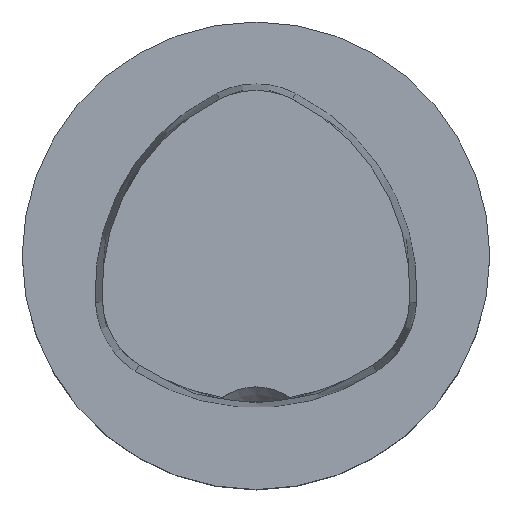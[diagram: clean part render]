
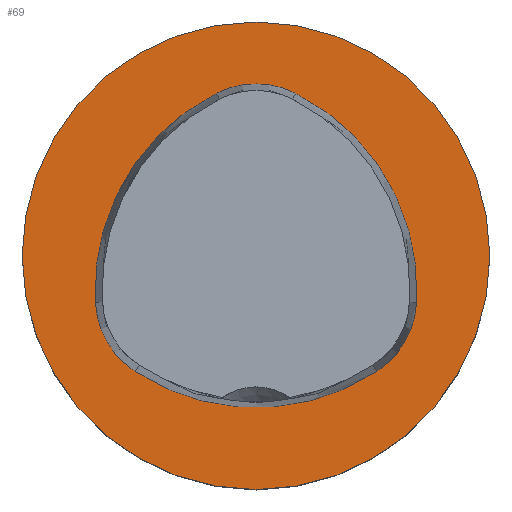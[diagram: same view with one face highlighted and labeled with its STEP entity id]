
A CAD part, top view. The second image highlights one B-rep face of the part: STEP entity #69.
In plain terms, the highlighted planar face has unit normal (0, 0, 1).
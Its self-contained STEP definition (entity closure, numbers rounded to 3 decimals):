
#38=FACE_BOUND('',#102,.T.);
#39=FACE_BOUND('',#103,.T.);
#42=PLANE('',#258);
#69=ADVANCED_FACE('',(#38,#39),#42,.F.);
#102=EDGE_LOOP('',(#171,#172,#173,#174,#175,#176));
#103=EDGE_LOOP('',(#177));
#109=CIRCLE('',#233,15.063);
#112=CIRCLE('',#237,6.063);
#114=CIRCLE('',#240,6.063);
#116=CIRCLE('',#243,15.063);
#118=CIRCLE('',#246,6.063);
#120=CIRCLE('',#249,15.063);
#122=CIRCLE('',#253,16.0);
#171=ORIENTED_EDGE('',*,*,#218,.F.);
#172=ORIENTED_EDGE('',*,*,#220,.F.);
#173=ORIENTED_EDGE('',*,*,#208,.F.);
#174=ORIENTED_EDGE('',*,*,#204,.F.);
#175=ORIENTED_EDGE('',*,*,#212,.F.);
#176=ORIENTED_EDGE('',*,*,#215,.F.);
#177=ORIENTED_EDGE('',*,*,#222,.F.);
#183=VERTEX_POINT('',#363);
#184=VERTEX_POINT('',#365);
#187=VERTEX_POINT('',#373);
#189=VERTEX_POINT('',#379);
#191=VERTEX_POINT('',#385);
#193=VERTEX_POINT('',#391);
#195=VERTEX_POINT('',#401);
#204=EDGE_CURVE('',#183,#184,#109,.T.);
#208=EDGE_CURVE('',#184,#187,#112,.T.);
#212=EDGE_CURVE('',#189,#183,#114,.T.);
#215=EDGE_CURVE('',#191,#189,#116,.T.);
#218=EDGE_CURVE('',#193,#191,#118,.T.);
#220=EDGE_CURVE('',#187,#193,#120,.T.);
#222=EDGE_CURVE('',#195,#195,#122,.T.);
#233=AXIS2_PLACEMENT_3D('',#364,#276,#277);
#237=AXIS2_PLACEMENT_3D('',#372,#285,#286);
#240=AXIS2_PLACEMENT_3D('',#380,#293,#294);
#243=AXIS2_PLACEMENT_3D('',#386,#300,#301);
#246=AXIS2_PLACEMENT_3D('',#392,#307,#308);
#249=AXIS2_PLACEMENT_3D('',#395,#313,#314);
#253=AXIS2_PLACEMENT_3D('',#400,#321,#322);
#258=AXIS2_PLACEMENT_3D('',#407,#331,#332);
#276=DIRECTION('',(0.0,0.0,1.0));
#277=DIRECTION('',(1.0,0.0,0.0));
#285=DIRECTION('',(0.0,0.0,1.0));
#286=DIRECTION('',(1.0,0.0,0.0));
#293=DIRECTION('',(0.0,0.0,1.0));
#294=DIRECTION('',(1.0,0.0,0.0));
#300=DIRECTION('',(0.0,0.0,1.0));
#301=DIRECTION('',(1.0,0.0,0.0));
#307=DIRECTION('',(0.0,0.0,1.0));
#308=DIRECTION('',(1.0,0.0,0.0));
#313=DIRECTION('',(0.0,0.0,1.0));
#314=DIRECTION('',(1.0,0.0,0.0));
#321=DIRECTION('',(0.0,0.0,-1.0));
#322=DIRECTION('',(-1.0,0.0,0.0));
#331=DIRECTION('',(0.0,0.0,-1.0));
#332=DIRECTION('',(-1.0,0.0,0.0));
#363=CARTESIAN_POINT('',(-8.262,-7.919,0.0));
#364=CARTESIAN_POINT('',(0.0,4.675,0.0));
#365=CARTESIAN_POINT('',(8.262,-7.919,0.0));
#372=CARTESIAN_POINT('',(4.936,-2.85,0.0));
#373=CARTESIAN_POINT('',(10.989,-3.195,0.0));
#379=CARTESIAN_POINT('',(-10.989,-3.195,0.0));
#380=CARTESIAN_POINT('',(-4.936,-2.85,0.0));
#385=CARTESIAN_POINT('',(-2.728,11.115,0.0));
#386=CARTESIAN_POINT('',(4.049,-2.338,0.0));
#391=CARTESIAN_POINT('',(2.728,11.115,0.0));
#392=CARTESIAN_POINT('',(0.0,5.7,0.0));
#395=CARTESIAN_POINT('',(-4.049,-2.338,0.0));
#400=CARTESIAN_POINT('',(0.0,0.0,0.0));
#401=CARTESIAN_POINT('',(-16.0,0.0,0.0));
#407=CARTESIAN_POINT('',(0.0,0.0,0.0));
